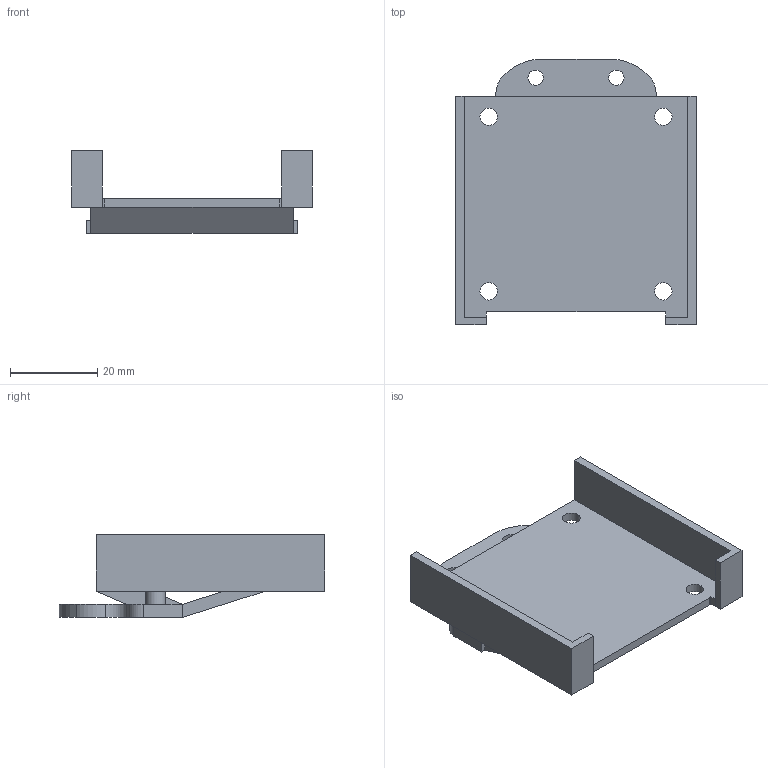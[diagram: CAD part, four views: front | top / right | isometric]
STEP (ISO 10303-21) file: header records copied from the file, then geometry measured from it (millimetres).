
FILE_DESCRIPTION(/* description */ (''),/* implementation_level */ '2;1');
FILE_NAME(/* name */ 'LidarMount.step',/* time_stamp */ '2025-11-27T00:05:01+08:00',/* author */ (''),/* organization */ (''),/* preprocessor_version */ 'ST-DEVELOPER v20.1',/* originating_system */ 'Autodesk Translation Framework v14.21.0.0',/* authorisation */ '');
FILE_SCHEMA (('AUTOMOTIVE_DESIGN { 1 0 10303 214 3 1 1 }'));
Length unit declared in the file: centimetre
Products named in the file (1): 30LXMount
Bounding box: 55.2 x 60.88 x 19 mm (x, y, z)
Volume: 14063.9 mm3; surface area: 12357.6 mm2
Topology: 1 solids, 1 shells, 69 faces, 202 edges, 128 vertices
Faces by surface type: plane 51, cylinder 18
Full cylindrical faces by diameter (mm): 3.5 x2, 4 x4, 4.5 x2
Entity records: 2322 total; most frequent: ORIENTED_EDGE 404, CARTESIAN_POINT 400, DIRECTION 378, EDGE_CURVE 202, LINE 166, VECTOR 166, VERTEX_POINT 128, AXIS2_PLACEMENT_3D 106
